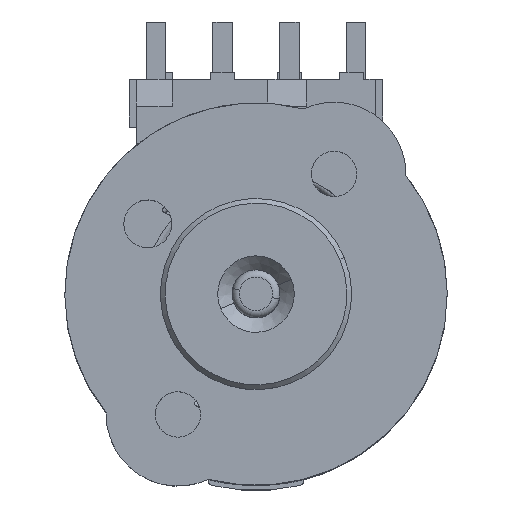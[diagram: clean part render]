
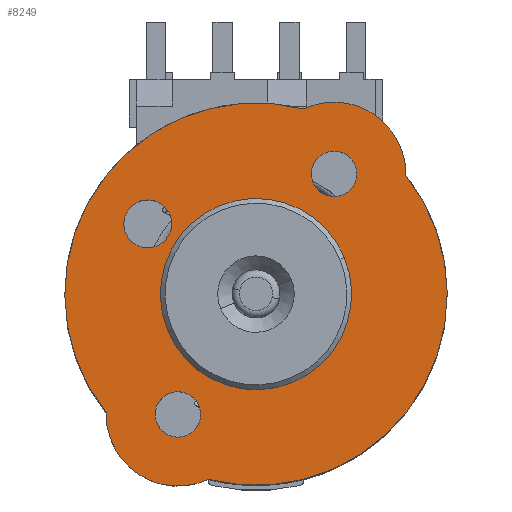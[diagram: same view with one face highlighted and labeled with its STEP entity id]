
A CAD part, top view. The second image highlights one B-rep face of the part: STEP entity #8249.
In plain terms, the highlighted face is planar.
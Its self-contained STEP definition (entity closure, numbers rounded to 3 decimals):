
#8 = ORIENTED_EDGE ( 'NONE', *, *, #6552, .T. ) ;
#21 = CARTESIAN_POINT ( 'NONE',  ( 3., 0., 0. ) ) ;
#297 = ORIENTED_EDGE ( 'NONE', *, *, #8383, .T. ) ;
#475 = CARTESIAN_POINT ( 'NONE',  ( -1.6, 0., 0. ) ) ;
#554 = DIRECTION ( 'NONE',  ( 0., 0., 1. ) ) ;
#571 = CARTESIAN_POINT ( 'NONE',  ( 3., 0., 0. ) ) ;
#851 = DIRECTION ( 'NONE',  ( 1., 0., 0. ) ) ;
#1007 = EDGE_CURVE ( 'NONE', #11432, #9513, #6548, .T. ) ;
#1094 = VERTEX_POINT ( 'NONE', #475 ) ;
#1158 = CARTESIAN_POINT ( 'NONE',  ( -3., 0., 0. ) ) ;
#1187 = DIRECTION ( 'NONE',  ( 1., 0., 0. ) ) ;
#1226 = VERTEX_POINT ( 'NONE', #8643 ) ;
#1304 = EDGE_CURVE ( 'NONE', #5075, #14059, #13427, .T. ) ;
#1430 = DIRECTION ( 'NONE',  ( 1., 0., 0. ) ) ;
#1668 = CARTESIAN_POINT ( 'NONE',  ( -3.792, 1.274, 0. ) ) ;
#1843 = DIRECTION ( 'NONE',  ( 1., 0., 0. ) ) ;
#2058 = ORIENTED_EDGE ( 'NONE', *, *, #6859, .T. ) ;
#2107 = CARTESIAN_POINT ( 'NONE',  ( -1.5, 0., 0. ) ) ;
#2127 = EDGE_LOOP ( 'NONE', ( #2058, #4276 ) ) ;
#2219 = CIRCLE ( 'NONE', #10844, 0.475 ) ;
#2269 = CIRCLE ( 'NONE', #11799, 4. ) ;
#2366 = DIRECTION ( 'NONE',  ( 0., 0., 1. ) ) ;
#2512 = DIRECTION ( 'NONE',  ( 1., 0., 0. ) ) ;
#2557 = ORIENTED_EDGE ( 'NONE', *, *, #7196, .F. ) ;
#2655 = DIRECTION ( 'NONE',  ( 0., 0., 1. ) ) ;
#2864 = DIRECTION ( 'NONE',  ( 0., 0., -1. ) ) ;
#3277 = DIRECTION ( 'NONE',  ( 0., 0., 1. ) ) ;
#3307 = ORIENTED_EDGE ( 'NONE', *, *, #9953, .F. ) ;
#3383 = ORIENTED_EDGE ( 'NONE', *, *, #1304, .F. ) ;
#3609 = CARTESIAN_POINT ( 'NONE',  ( 3.792, 1.274, 0. ) ) ;
#3787 = CARTESIAN_POINT ( 'NONE',  ( -3., 0., 0. ) ) ;
#3903 = AXIS2_PLACEMENT_3D ( 'NONE', #4081, #2655, #1187 ) ;
#3910 = CARTESIAN_POINT ( 'NONE',  ( -2.525, 0., 0. ) ) ;
#3927 = DIRECTION ( 'NONE',  ( 0., 0., 1. ) ) ;
#4036 = CIRCLE ( 'NONE', #8479, 0.5 ) ;
#4078 = CIRCLE ( 'NONE', #5039, 0.475 ) ;
#4081 = CARTESIAN_POINT ( 'NONE',  ( 0., 2.7, 0. ) ) ;
#4174 = CIRCLE ( 'NONE', #3903, 0.5 ) ;
#4276 = ORIENTED_EDGE ( 'NONE', *, *, #9682, .T. ) ;
#4716 = CARTESIAN_POINT ( 'NONE',  ( -3., 0., 0. ) ) ;
#4944 = DIRECTION ( 'NONE',  ( 1., 0., 0. ) ) ;
#4972 = PLANE ( 'NONE',  #7935 ) ;
#5039 = AXIS2_PLACEMENT_3D ( 'NONE', #3787, #2366, #851 ) ;
#5075 = VERTEX_POINT ( 'NONE', #1668 ) ;
#5106 = DIRECTION ( 'NONE',  ( 1., 0., 0. ) ) ;
#5404 = CARTESIAN_POINT ( 'NONE',  ( 0., 0., 0. ) ) ;
#5438 = CARTESIAN_POINT ( 'NONE',  ( 3.792, -1.274, 0. ) ) ;
#5469 = EDGE_CURVE ( 'NONE', #7641, #1094, #13038, .T. ) ;
#5479 = ORIENTED_EDGE ( 'NONE', *, *, #1007, .T. ) ;
#5693 = DIRECTION ( 'NONE',  ( 1., 0., 0. ) ) ;
#5814 = CARTESIAN_POINT ( 'NONE',  ( 0., 0., 0. ) ) ;
#5902 = EDGE_CURVE ( 'NONE', #12994, #12959, #12006, .T. ) ;
#6043 = EDGE_LOOP ( 'NONE', ( #2557, #3307, #8524, #8282, #3383 ) ) ;
#6161 = VERTEX_POINT ( 'NONE', #9533 ) ;
#6545 = DIRECTION ( 'NONE',  ( 0., 0., 1. ) ) ;
#6548 = CIRCLE ( 'NONE', #10094, 0.475 ) ;
#6552 = EDGE_CURVE ( 'NONE', #9513, #11432, #4078, .T. ) ;
#6633 = AXIS2_PLACEMENT_3D ( 'NONE', #8319, #6730, #5106 ) ;
#6730 = DIRECTION ( 'NONE',  ( 0., 0., 1. ) ) ;
#6750 = EDGE_CURVE ( 'NONE', #14059, #12994, #13276, .T. ) ;
#6859 = EDGE_CURVE ( 'NONE', #8975, #1226, #4036, .T. ) ;
#7105 = EDGE_LOOP ( 'NONE', ( #8, #5479 ) ) ;
#7196 = EDGE_CURVE ( 'NONE', #9006, #5075, #2269, .T. ) ;
#7311 = DIRECTION ( 'NONE',  ( 0., 0., -1. ) ) ;
#7527 = FACE_OUTER_BOUND ( 'NONE', #6043, .T. ) ;
#7641 = VERTEX_POINT ( 'NONE', #10750 ) ;
#7920 = AXIS2_PLACEMENT_3D ( 'NONE', #8909, #7311, #5693 ) ;
#7935 = AXIS2_PLACEMENT_3D ( 'NONE', #2107, #554, #13858 ) ;
#8140 = CARTESIAN_POINT ( 'NONE',  ( 3., 0., 0. ) ) ;
#8249 = ADVANCED_FACE ( 'NONE', ( #8335, #8733, #7527, #9960, #10745 ), #4972, .F. ) ;
#8272 = CARTESIAN_POINT ( 'NONE',  ( -3.792, -1.274, 0. ) ) ;
#8282 = ORIENTED_EDGE ( 'NONE', *, *, #6750, .F. ) ;
#8319 = CARTESIAN_POINT ( 'NONE',  ( 0., 0., 0. ) ) ;
#8335 = FACE_BOUND ( 'NONE', #2127, .T. ) ;
#8383 = EDGE_CURVE ( 'NONE', #6161, #11407, #2219, .T. ) ;
#8479 = AXIS2_PLACEMENT_3D ( 'NONE', #12661, #11202, #9672 ) ;
#8524 = ORIENTED_EDGE ( 'NONE', *, *, #5902, .F. ) ;
#8643 = CARTESIAN_POINT ( 'NONE',  ( 0.5, 2.7, 0. ) ) ;
#8733 = FACE_BOUND ( 'NONE', #7105, .T. ) ;
#8811 = CIRCLE ( 'NONE', #10051, 1.6 ) ;
#8850 = CIRCLE ( 'NONE', #12917, 1.5 ) ;
#8909 = CARTESIAN_POINT ( 'NONE',  ( 0., 0., 0. ) ) ;
#8975 = VERTEX_POINT ( 'NONE', #13515 ) ;
#9006 = VERTEX_POINT ( 'NONE', #3609 ) ;
#9513 = VERTEX_POINT ( 'NONE', #11270 ) ;
#9533 = CARTESIAN_POINT ( 'NONE',  ( 3.475, 0., 0. ) ) ;
#9672 = DIRECTION ( 'NONE',  ( 1., 0., 0. ) ) ;
#9682 = EDGE_CURVE ( 'NONE', #1226, #8975, #4174, .T. ) ;
#9953 = EDGE_CURVE ( 'NONE', #12959, #9006, #8850, .T. ) ;
#9960 = FACE_BOUND ( 'NONE', #11286, .T. ) ;
#9974 = DIRECTION ( 'NONE',  ( 1., 0., 0. ) ) ;
#10051 = AXIS2_PLACEMENT_3D ( 'NONE', #5814, #2864, #1430 ) ;
#10072 = ORIENTED_EDGE ( 'NONE', *, *, #5469, .F. ) ;
#10086 = EDGE_CURVE ( 'NONE', #1094, #7641, #8811, .T. ) ;
#10094 = AXIS2_PLACEMENT_3D ( 'NONE', #1158, #14375, #12933 ) ;
#10202 = CARTESIAN_POINT ( 'NONE',  ( 2.525, 0., 0. ) ) ;
#10685 = AXIS2_PLACEMENT_3D ( 'NONE', #8140, #6545, #4944 ) ;
#10720 = EDGE_LOOP ( 'NONE', ( #10072, #12476 ) ) ;
#10745 = FACE_BOUND ( 'NONE', #10720, .T. ) ;
#10750 = CARTESIAN_POINT ( 'NONE',  ( 1.6, 0., 0. ) ) ;
#10844 = AXIS2_PLACEMENT_3D ( 'NONE', #571, #13874, #12438 ) ;
#11085 = ORIENTED_EDGE ( 'NONE', *, *, #14654, .T. ) ;
#11202 = DIRECTION ( 'NONE',  ( 0., 0., 1. ) ) ;
#11270 = CARTESIAN_POINT ( 'NONE',  ( -3.475, 0., 0. ) ) ;
#11286 = EDGE_LOOP ( 'NONE', ( #11085, #297 ) ) ;
#11407 = VERTEX_POINT ( 'NONE', #10202 ) ;
#11432 = VERTEX_POINT ( 'NONE', #3910 ) ;
#11451 = CARTESIAN_POINT ( 'NONE',  ( -4.5, 0., 0. ) ) ;
#11476 = DIRECTION ( 'NONE',  ( 0., 0., 1. ) ) ;
#11678 = AXIS2_PLACEMENT_3D ( 'NONE', #12921, #11476, #9974 ) ;
#11799 = AXIS2_PLACEMENT_3D ( 'NONE', #5404, #3927, #2512 ) ;
#11923 = DIRECTION ( 'NONE',  ( 1., 0., 0. ) ) ;
#11955 = CIRCLE ( 'NONE', #10685, 0.475 ) ;
#12006 = CIRCLE ( 'NONE', #6633, 4. ) ;
#12438 = DIRECTION ( 'NONE',  ( 1., 0., 0. ) ) ;
#12476 = ORIENTED_EDGE ( 'NONE', *, *, #10086, .F. ) ;
#12661 = CARTESIAN_POINT ( 'NONE',  ( 0., 2.7, 0. ) ) ;
#12917 = AXIS2_PLACEMENT_3D ( 'NONE', #21, #13369, #11923 ) ;
#12921 = CARTESIAN_POINT ( 'NONE',  ( -3., 0., 0. ) ) ;
#12933 = DIRECTION ( 'NONE',  ( 1., 0., 0. ) ) ;
#12959 = VERTEX_POINT ( 'NONE', #5438 ) ;
#12994 = VERTEX_POINT ( 'NONE', #8272 ) ;
#13038 = CIRCLE ( 'NONE', #7920, 1.6 ) ;
#13276 = CIRCLE ( 'NONE', #13704, 1.5 ) ;
#13369 = DIRECTION ( 'NONE',  ( 0., 0., 1. ) ) ;
#13427 = CIRCLE ( 'NONE', #11678, 1.5 ) ;
#13515 = CARTESIAN_POINT ( 'NONE',  ( -0.5, 2.7, 0. ) ) ;
#13704 = AXIS2_PLACEMENT_3D ( 'NONE', #4716, #3277, #1843 ) ;
#13858 = DIRECTION ( 'NONE',  ( 1., 0., 0. ) ) ;
#13874 = DIRECTION ( 'NONE',  ( 0., 0., 1. ) ) ;
#14059 = VERTEX_POINT ( 'NONE', #11451 ) ;
#14375 = DIRECTION ( 'NONE',  ( 0., 0., 1. ) ) ;
#14654 = EDGE_CURVE ( 'NONE', #11407, #6161, #11955, .T. ) ;
